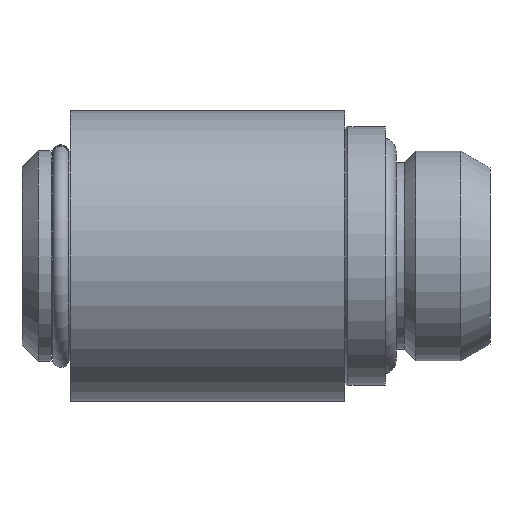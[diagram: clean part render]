
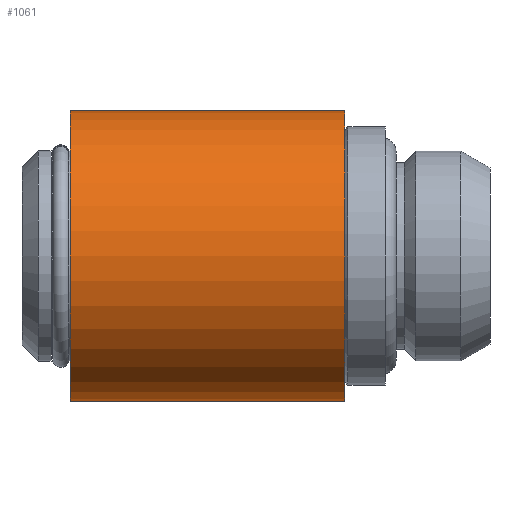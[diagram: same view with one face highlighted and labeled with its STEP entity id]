
A CAD part, left-side view. The second image highlights one B-rep face of the part: STEP entity #1061.
In plain terms, the highlighted cylindrical face has radius 9 mm (diameter 18 mm), a full revolution.
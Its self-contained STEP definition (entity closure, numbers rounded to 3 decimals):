
#31=CYLINDRICAL_SURFACE('',#1158,9.);
#62=B_SPLINE_CURVE_WITH_KNOTS('',3,(#1617,#1618,#1619,#1620,#1621,#1622,
#1623,#1624,#1625,#1626,#1627),.UNSPECIFIED.,.F.,.F.,(4,1,1,1,1,1,1,1,4),
(0.,0.125,0.25,0.375,0.5,0.625,0.75,0.875,1.),.UNSPECIFIED.);
#68=B_SPLINE_CURVE_WITH_KNOTS('',3,(#1952,#1953,#1954,#1955,#1956,#1957,
#1958,#1959,#1960,#1961,#1962),.UNSPECIFIED.,.F.,.F.,(4,1,1,1,1,1,1,1,4),
(0.,0.125,0.25,0.375,0.5,0.625,0.75,0.875,1.),.UNSPECIFIED.);
#224=ORIENTED_EDGE('',*,*,#280,.F.);
#225=ORIENTED_EDGE('',*,*,#284,.T.);
#226=ORIENTED_EDGE('',*,*,#318,.T.);
#227=ORIENTED_EDGE('',*,*,#282,.F.);
#280=EDGE_CURVE('',#348,#348,#399,.T.);
#282=EDGE_CURVE('',#350,#350,#401,.T.);
#284=EDGE_CURVE('',#353,#351,#62,.T.);
#318=EDGE_CURVE('',#351,#353,#68,.T.);
#348=VERTEX_POINT('',#1464);
#350=VERTEX_POINT('',#1469);
#351=VERTEX_POINT('',#1615);
#353=VERTEX_POINT('',#1628);
#399=CIRCLE('',#1095,9.);
#401=CIRCLE('',#1098,9.);
#510=EDGE_LOOP('',(#224));
#511=EDGE_LOOP('',(#225,#226));
#512=EDGE_LOOP('',(#227));
#606=FACE_BOUND('',#510,.T.);
#607=FACE_BOUND('',#511,.T.);
#608=FACE_BOUND('',#512,.T.);
#1061=ADVANCED_FACE('',(#606,#607,#608),#31,.T.);
#1095=AXIS2_PLACEMENT_3D('',#1463,#1225,#1226);
#1098=AXIS2_PLACEMENT_3D('',#1468,#1231,#1232);
#1158=AXIS2_PLACEMENT_3D('',#2031,#1353,#1354);
#1225=DIRECTION('',(0.,1.,0.));
#1226=DIRECTION('',(0.,0.,1.));
#1231=DIRECTION('',(0.,-1.,0.));
#1232=DIRECTION('',(0.,0.,-1.));
#1353=DIRECTION('',(0.,1.,0.));
#1354=DIRECTION('',(0.,0.,1.));
#1463=CARTESIAN_POINT('',(0.,26.,0.));
#1464=CARTESIAN_POINT('',(0.,26.,9.));
#1468=CARTESIAN_POINT('',(0.,9.,0.));
#1469=CARTESIAN_POINT('',(0.,9.,-9.));
#1615=CARTESIAN_POINT('',(6.978,17.579,-5.684));
#1617=CARTESIAN_POINT('',(6.978,17.429,5.684));
#1618=CARTESIAN_POINT('',(6.971,18.212,5.693));
#1619=CARTESIAN_POINT('',(7.217,19.788,5.408));
#1620=CARTESIAN_POINT('',(8.005,21.72,4.227));
#1621=CARTESIAN_POINT('',(8.758,23.104,2.431));
#1622=CARTESIAN_POINT('',(9.11,23.68,0.077));
#1623=CARTESIAN_POINT('',(8.8,23.175,-2.281));
#1624=CARTESIAN_POINT('',(8.058,21.825,-4.133));
#1625=CARTESIAN_POINT('',(7.262,19.932,-5.35));
#1626=CARTESIAN_POINT('',(6.986,18.363,-5.674));
#1627=CARTESIAN_POINT('',(6.978,17.579,-5.684));
#1628=CARTESIAN_POINT('',(6.978,17.429,5.684));
#1952=CARTESIAN_POINT('',(6.978,17.579,-5.684));
#1953=CARTESIAN_POINT('',(6.97,16.795,-5.693));
#1954=CARTESIAN_POINT('',(7.215,15.219,-5.411));
#1955=CARTESIAN_POINT('',(8.004,13.283,-4.231));
#1956=CARTESIAN_POINT('',(8.757,11.898,-2.431));
#1957=CARTESIAN_POINT('',(9.11,11.32,-0.088));
#1958=CARTESIAN_POINT('',(8.799,11.826,2.288));
#1959=CARTESIAN_POINT('',(8.055,13.18,4.138));
#1960=CARTESIAN_POINT('',(7.259,15.077,5.354));
#1961=CARTESIAN_POINT('',(6.985,16.647,5.675));
#1962=CARTESIAN_POINT('',(6.978,17.429,5.684));
#2031=CARTESIAN_POINT('',(0.,31.086,0.));
